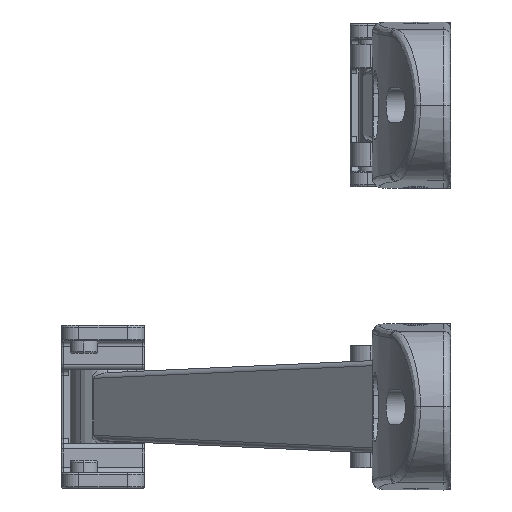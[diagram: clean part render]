
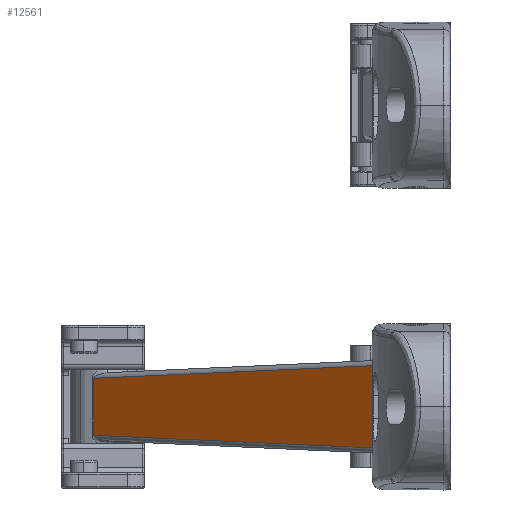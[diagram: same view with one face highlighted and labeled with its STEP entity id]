
A CAD part, left-side view. The second image highlights one B-rep face of the part: STEP entity #12561.
In plain terms, the highlighted face is planar.
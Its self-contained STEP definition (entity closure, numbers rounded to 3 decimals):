
#898 = CARTESIAN_POINT ( 'NONE',  ( -8.499, 4.292, 5.3 ) ) ;
#3516 = CARTESIAN_POINT ( 'NONE',  ( -6.263, 118.177, 1.524 ) ) ;
#4473 = DIRECTION ( 'NONE',  ( 0.02, 0.999, 0.033 ) ) ;
#4491 = ORIENTED_EDGE ( 'NONE', *, *, #24380, .T. ) ;
#4871 = FACE_OUTER_BOUND ( 'NONE', #16750, .T. ) ;
#5616 = LINE ( 'NONE', #23789, #25180 ) ;
#6070 = CARTESIAN_POINT ( 'NONE',  ( -8.494, 4.568, 23.2 ) ) ;
#6274 = DIRECTION ( 'NONE',  ( 0., 0., -1. ) ) ;
#6336 = VECTOR ( 'NONE', #8868, 1000. ) ;
#6557 = EDGE_CURVE ( 'NONE', #14885, #6827, #11230, .T. ) ;
#6827 = VERTEX_POINT ( 'NONE', #14377 ) ;
#7943 = PLANE ( 'NONE',  #15505 ) ;
#8228 = CARTESIAN_POINT ( 'NONE',  ( -6.249, 118.895, 25.5 ) ) ;
#8346 = VERTEX_POINT ( 'NONE', #15621 ) ;
#8698 = ORIENTED_EDGE ( 'NONE', *, *, #23883, .T. ) ;
#8868 = DIRECTION ( 'NONE',  ( -0.02, -0.999, 0.033 ) ) ;
#9913 = DIRECTION ( 'NONE',  ( 0.02, 1., 0. ) ) ;
#10490 = CARTESIAN_POINT ( 'NONE',  ( -6.263, 118.177, 25.476 ) ) ;
#11230 = LINE ( 'NONE', #898, #6336 ) ;
#12561 = ADVANCED_FACE ( 'NONE', ( #4871 ), #7943, .F. ) ;
#12948 = VECTOR ( 'NONE', #17852, 1000. ) ;
#13385 = VERTEX_POINT ( 'NONE', #10490 ) ;
#14377 = CARTESIAN_POINT ( 'NONE',  ( -8.494, 4.568, 5.291 ) ) ;
#14885 = VERTEX_POINT ( 'NONE', #3516 ) ;
#15081 = LINE ( 'NONE', #6070, #12948 ) ;
#15505 = AXIS2_PLACEMENT_3D ( 'NONE', #21648, #17940, #9913 ) ;
#15621 = CARTESIAN_POINT ( 'NONE',  ( -8.494, 4.568, 21.709 ) ) ;
#16750 = EDGE_LOOP ( 'NONE', ( #4491, #22989, #19883, #8698 ) ) ;
#17852 = DIRECTION ( 'NONE',  ( 0., 0., 1. ) ) ;
#17940 = DIRECTION ( 'NONE',  ( 1., -0.02, 0. ) ) ;
#18076 = EDGE_CURVE ( 'NONE', #6827, #8346, #15081, .T. ) ;
#19883 = ORIENTED_EDGE ( 'NONE', *, *, #18076, .T. ) ;
#21238 = VECTOR ( 'NONE', #4473, 1000. ) ;
#21648 = CARTESIAN_POINT ( 'NONE',  ( -6.25, 118.845, 27. ) ) ;
#21853 = LINE ( 'NONE', #8228, #21238 ) ;
#22989 = ORIENTED_EDGE ( 'NONE', *, *, #6557, .T. ) ;
#23789 = CARTESIAN_POINT ( 'NONE',  ( -6.263, 118.177, 0. ) ) ;
#23883 = EDGE_CURVE ( 'NONE', #8346, #13385, #21853, .T. ) ;
#24380 = EDGE_CURVE ( 'NONE', #13385, #14885, #5616, .T. ) ;
#25180 = VECTOR ( 'NONE', #6274, 1000. ) ;
